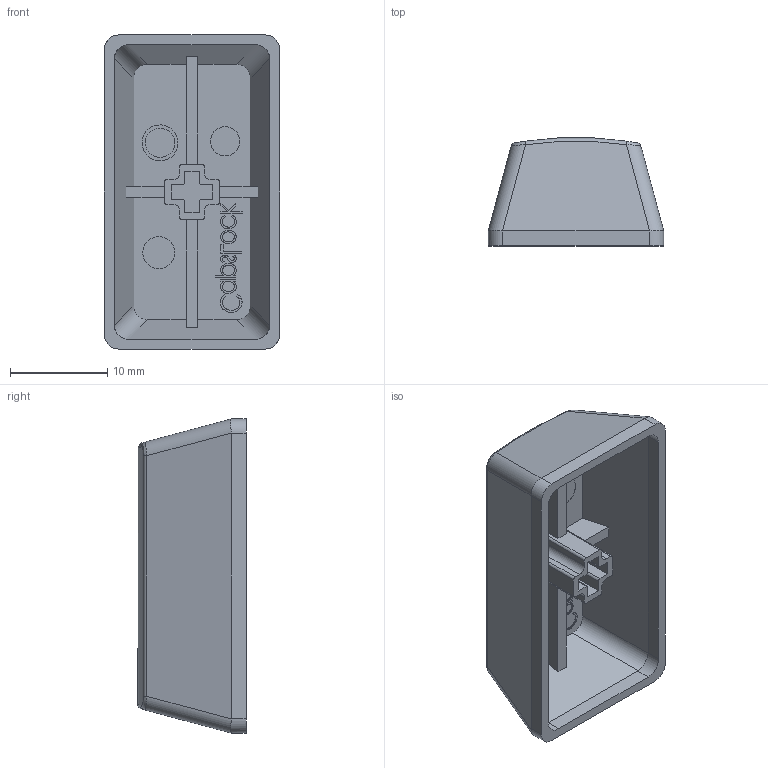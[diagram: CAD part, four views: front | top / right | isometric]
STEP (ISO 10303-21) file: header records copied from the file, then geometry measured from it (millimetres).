
FILE_DESCRIPTION (( 'STEP AP214' ), '1' );
FILE_NAME ('MX_CapsLock.STEP', '2020-03-12T07:05:43', ( '' ), ( '' ), 'SwSTEP 2.0', 'SolidWorks 2019', '' );
FILE_SCHEMA (( 'AUTOMOTIVE_DESIGN' ));
Length unit declared in the file: millimetre
Products named in the file (1): MX_CapsLock
Bounding box: 18 x 11.11 x 32.26 mm (x, y, z)
Volume: 1710.3 mm3; surface area: 2949.6 mm2
Topology: 1 solids, 1 shells, 220 faces, 595 edges, 394 vertices
Faces by surface type: plane 107, bspline 74, cylinder 39
Entity records: 11058 total; most frequent: CARTESIAN_POINT 5564, ORIENTED_EDGE 1190, DIRECTION 770, EDGE_CURVE 595, VERTEX_POINT 394, LINE 362, VECTOR 362, EDGE_LOOP 237
